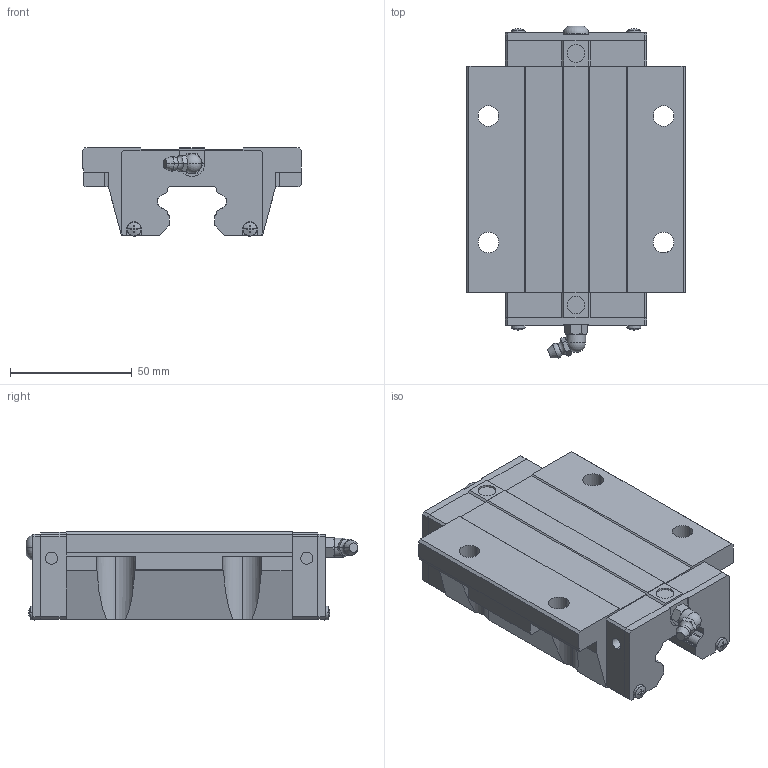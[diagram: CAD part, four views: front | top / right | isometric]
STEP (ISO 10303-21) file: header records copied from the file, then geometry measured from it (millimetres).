
FILE_DESCRIPTION(('STEP AP214'),'1');
FILE_NAME('cctmp_D954ADCB-1C66-42F2-AF86-3FD3BCB26A7C_2020_4_23_15_18_28_691..stp','2020-04-23T13:18:29',('HIWIN GmbH'),('CADClick - www.CADClick.com'),'Spatial InterOp 3D',' ','unknown authorization');
FILE_SCHEMA(('AUTOMOTIVE_DESIGN'));
Length unit declared in the file: millimetre
Products named in the file (1): HGW30HCZ0H_FILE
Bounding box: 90 x 136.51 x 36.3 mm (x, y, z)
Volume: 236452.6 mm3; surface area: 40171.1 mm2
Topology: 1 solids, 5 shells, 382 faces, 1036 edges, 672 vertices
Faces by surface type: plane 232, cylinder 92, cone 38, torus 18, sphere 2
Entity records: 15272 total; most frequent: CARTESIAN_POINT 2625, ORIENTED_EDGE 2068, DIRECTION 1950, EDGE_CURVE 1034, VERTEX_POINT 672, LINE 652, VECTOR 652, AXIS2_PLACEMENT_3D 649
